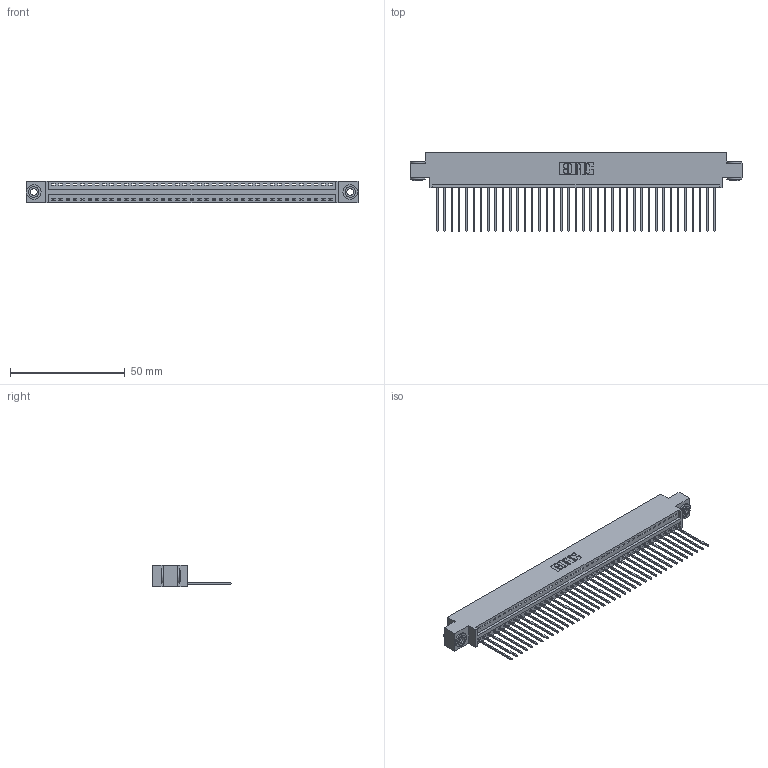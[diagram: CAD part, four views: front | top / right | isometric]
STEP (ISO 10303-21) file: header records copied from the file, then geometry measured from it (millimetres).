
FILE_DESCRIPTION (( 'STEP AP203' ), '1' );
FILE_NAME ('346-039-541-603.STEP', '2022-05-07T07:41:46', ( '' ), ( '' ), 'SwSTEP 2.0', 'SolidWorks 2020', '' );
FILE_SCHEMA (( 'CONFIG_CONTROL_DESIGN' ));
Length unit declared in the file: inch
Products named in the file (4): 346 Part_0.170 Offset - 0.156 Dia-TH; 346-039-541-603; 345-292-001_345-293-141; 345-250-002_345-250-002-102
Assembly tree (42 placements, depth 2):
  346-039-541-603
    346 Part_0.170 Offset - 0.156 Dia-TH
    345-292-001_345-293-141  x39
    345-250-002_345-250-002-102  x2
Bounding box: 144.4 x 34.29 x 9.4 mm (x, y, z)
Volume: 13776.9 mm3; surface area: 18367.6 mm2
Topology: 42 solids, 42 shells, 2440 faces, 7317 edges, 4822 vertices
Faces by surface type: plane 1664, cylinder 768, cone 8
Entity records: 25824 total; most frequent: CARTESIAN_POINT 4410, ORIENTED_EDGE 4374, DIRECTION 3923, EDGE_CURVE 2187, LINE 1875, VECTOR 1875, VERTEX_POINT 1454, AXIS2_PLACEMENT_3D 1024
